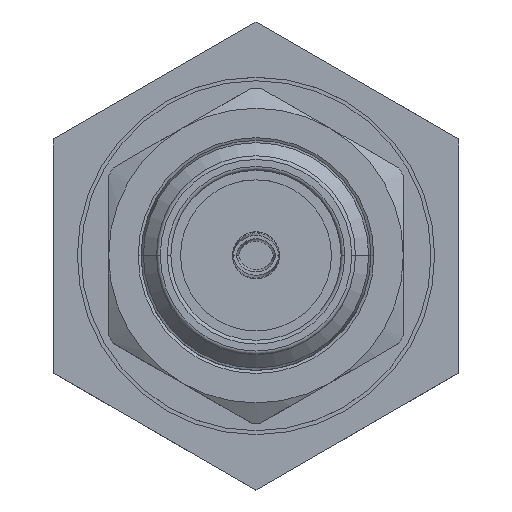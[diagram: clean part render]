
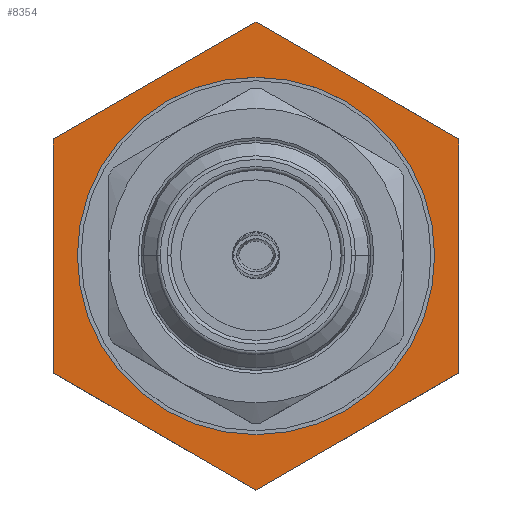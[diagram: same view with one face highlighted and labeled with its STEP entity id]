
A CAD part, top view. The second image highlights one B-rep face of the part: STEP entity #8354.
In plain terms, the highlighted planar face has unit normal (0, 0, 1).
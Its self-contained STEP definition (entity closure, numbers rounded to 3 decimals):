
#150 = CARTESIAN_POINT ( 'NONE',  ( 4.85, 0., -11. ) ) ;
#153 = VECTOR ( 'NONE', #7228, 1000. ) ;
#155 = DIRECTION ( 'NONE',  ( 0., 0., -1. ) ) ;
#350 = CARTESIAN_POINT ( 'NONE',  ( 0., 0., -11. ) ) ;
#479 = CARTESIAN_POINT ( 'NONE',  ( 5.5, 4.85, -11. ) ) ;
#522 = VERTEX_POINT ( 'NONE', #5483 ) ;
#1061 = AXIS2_PLACEMENT_3D ( 'NONE', #7708, #6079, #1263 ) ;
#1263 = DIRECTION ( 'NONE',  ( 1., 0., 0. ) ) ;
#1360 = CIRCLE ( 'NONE', #5723, 4.85 ) ;
#1473 = DIRECTION ( 'NONE',  ( 0., 1., 0. ) ) ;
#1566 = LINE ( 'NONE', #479, #3264 ) ;
#1681 = VERTEX_POINT ( 'NONE', #150 ) ;
#1764 = ORIENTED_EDGE ( 'NONE', *, *, #5978, .F. ) ;
#1785 = ORIENTED_EDGE ( 'NONE', *, *, #8306, .F. ) ;
#1857 = VERTEX_POINT ( 'NONE', #5257 ) ;
#1899 = LINE ( 'NONE', #6057, #3627 ) ;
#2479 = EDGE_CURVE ( 'NONE', #1681, #1857, #1360, .T. ) ;
#2638 = FACE_OUTER_BOUND ( 'NONE', #4708, .T. ) ;
#3190 = ORIENTED_EDGE ( 'NONE', *, *, #6783, .F. ) ;
#3206 = CARTESIAN_POINT ( 'NONE',  ( 0.65, 5.976, -11. ) ) ;
#3264 = VECTOR ( 'NONE', #5714, 1000. ) ;
#3478 = LINE ( 'NONE', #5875, #5230 ) ;
#3627 = VECTOR ( 'NONE', #1473, 1000. ) ;
#3681 = VERTEX_POINT ( 'NONE', #6543 ) ;
#3704 = ORIENTED_EDGE ( 'NONE', *, *, #6651, .F. ) ;
#3867 = CARTESIAN_POINT ( 'NONE',  ( 5.5, 3.175, -11. ) ) ;
#3932 = EDGE_CURVE ( 'NONE', #3681, #3936, #5296, .T. ) ;
#3936 = VERTEX_POINT ( 'NONE', #5270 ) ;
#4010 = CARTESIAN_POINT ( 'NONE',  ( 0., 4.85, -11. ) ) ;
#4516 = CARTESIAN_POINT ( 'NONE',  ( -0.65, 5.976, -11. ) ) ;
#4654 = VECTOR ( 'NONE', #5720, 1000. ) ;
#4663 = DIRECTION ( 'NONE',  ( -1., 0., 0. ) ) ;
#4708 = EDGE_LOOP ( 'NONE', ( #4955, #6951, #1764, #5965, #1785, #3704 ) ) ;
#4955 = ORIENTED_EDGE ( 'NONE', *, *, #5664, .F. ) ;
#5230 = VECTOR ( 'NONE', #6530, 1000. ) ;
#5257 = CARTESIAN_POINT ( 'NONE',  ( -4.85, 0., -11. ) ) ;
#5270 = CARTESIAN_POINT ( 'NONE',  ( 0., 6.351, -11. ) ) ;
#5285 = PLANE ( 'NONE',  #7769 ) ;
#5296 = LINE ( 'NONE', #4516, #153 ) ;
#5483 = CARTESIAN_POINT ( 'NONE',  ( -5.5, -3.175, -11. ) ) ;
#5508 = DIRECTION ( 'NONE',  ( 0., 0., 1. ) ) ;
#5556 = DIRECTION ( 'NONE',  ( 0.866, -0.5, 0. ) ) ;
#5648 = ORIENTED_EDGE ( 'NONE', *, *, #2479, .F. ) ;
#5664 = EDGE_CURVE ( 'NONE', #3936, #7246, #6182, .T. ) ;
#5714 = DIRECTION ( 'NONE',  ( 0., -1., 0. ) ) ;
#5720 = DIRECTION ( 'NONE',  ( -0.866, 0.5, 0. ) ) ;
#5723 = AXIS2_PLACEMENT_3D ( 'NONE', #350, #5508, #7930 ) ;
#5822 = EDGE_CURVE ( 'NONE', #7108, #522, #7872, .T. ) ;
#5875 = CARTESIAN_POINT ( 'NONE',  ( 4.85, -3.551, -11. ) ) ;
#5927 = EDGE_LOOP ( 'NONE', ( #5648, #3190 ) ) ;
#5965 = ORIENTED_EDGE ( 'NONE', *, *, #5822, .F. ) ;
#5978 = EDGE_CURVE ( 'NONE', #522, #3681, #1899, .T. ) ;
#6019 = CIRCLE ( 'NONE', #1061, 4.85 ) ;
#6057 = CARTESIAN_POINT ( 'NONE',  ( -5.5, 4.85, -11. ) ) ;
#6079 = DIRECTION ( 'NONE',  ( 0., 0., 1. ) ) ;
#6182 = LINE ( 'NONE', #3206, #7879 ) ;
#6280 = CARTESIAN_POINT ( 'NONE',  ( -4.85, -3.551, -11. ) ) ;
#6530 = DIRECTION ( 'NONE',  ( -0.866, -0.5, 0. ) ) ;
#6543 = CARTESIAN_POINT ( 'NONE',  ( -5.5, 3.175, -11. ) ) ;
#6651 = EDGE_CURVE ( 'NONE', #7246, #7824, #1566, .T. ) ;
#6783 = EDGE_CURVE ( 'NONE', #1857, #1681, #6019, .T. ) ;
#6951 = ORIENTED_EDGE ( 'NONE', *, *, #3932, .F. ) ;
#7108 = VERTEX_POINT ( 'NONE', #7564 ) ;
#7228 = DIRECTION ( 'NONE',  ( 0.866, 0.5, 0. ) ) ;
#7246 = VERTEX_POINT ( 'NONE', #3867 ) ;
#7564 = CARTESIAN_POINT ( 'NONE',  ( 0., -6.351, -11. ) ) ;
#7708 = CARTESIAN_POINT ( 'NONE',  ( 0., 0., -11. ) ) ;
#7769 = AXIS2_PLACEMENT_3D ( 'NONE', #4010, #155, #4663 ) ;
#7824 = VERTEX_POINT ( 'NONE', #7910 ) ;
#7831 = FACE_BOUND ( 'NONE', #5927, .T. ) ;
#7872 = LINE ( 'NONE', #6280, #4654 ) ;
#7879 = VECTOR ( 'NONE', #5556, 1000. ) ;
#7910 = CARTESIAN_POINT ( 'NONE',  ( 5.5, -3.175, -11. ) ) ;
#7930 = DIRECTION ( 'NONE',  ( 1., 0., 0. ) ) ;
#8306 = EDGE_CURVE ( 'NONE', #7824, #7108, #3478, .T. ) ;
#8354 = ADVANCED_FACE ( 'NONE', ( #7831, #2638 ), #5285, .F. ) ;
